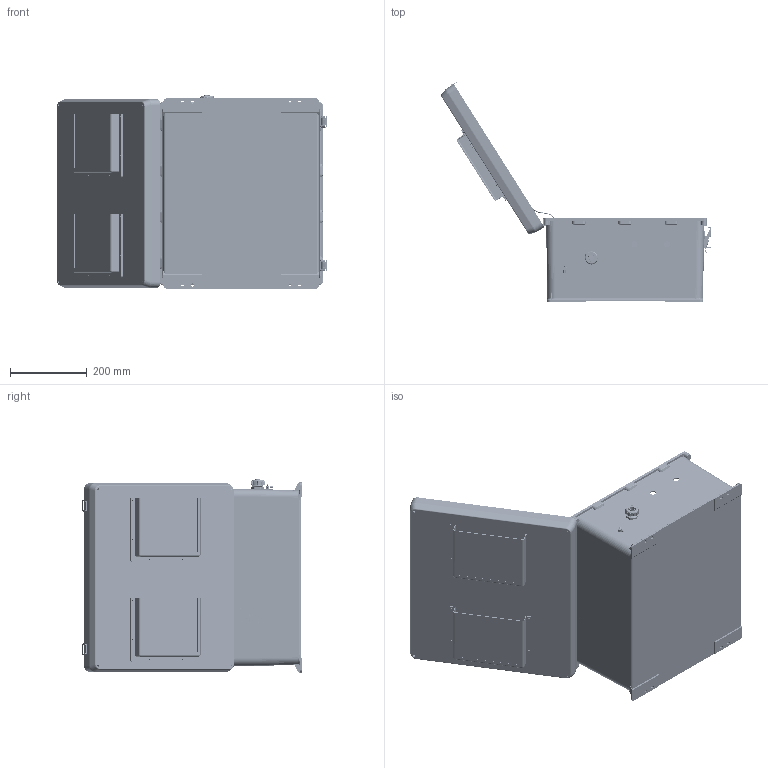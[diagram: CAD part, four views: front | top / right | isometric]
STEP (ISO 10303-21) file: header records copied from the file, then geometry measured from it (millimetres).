
FILE_DESCRIPTION (( 'STEP AP214' ), '1' );
FILE_NAME ('NB181608-40FSAF_3D.step', '2025-10-06T15:14:35', ( '' ), ( '' ), 'SwSTEP 2.0', 'SolidWorks 2025', '' );
FILE_SCHEMA (( 'AUTOMOTIVE_DESIGN' ));
Length unit declared in the file: inch
Products named in the file (27): XCT-0011; NB181608-DoorClasp-1; XFN-0003; XF903-01; XCT-0010; NB181608-40FSAF_3D; XFN-0002; XFW-0004; HYP289; XFN-0021; NEMA_18_GroundWire; NB181608-Hinge; XM220-01-UL; XF685-01; XFW-0002; HYP245; NB181608-Box; XFS-0026; XC-0003; XCT-0005; XFS-0017; 10-32 NEMA PLATE SCREW; NB181608-DoorClasp-2; NB181608-Lid-Vented; FanWire-18-40F; XMH-0002; Fan Screen-120x120 ALUM
Assembly tree (55 placements, depth 2):
  NB181608-40FSAF_3D
    NB181608-Box
    NB181608-Hinge  x2
    NB181608-Lid-Vented
    NB181608-DoorClasp-1  x2
    NB181608-DoorClasp-2  x2
    XF685-01
    10-32 NEMA PLATE SCREW  x4
    XFS-0017  x6
    XCT-0011
    XCT-0010
    XFN-0003  x2
    XC-0003
    XCT-0005
    XFW-0002
    XFS-0026
    XM220-01-UL  x2
    XFN-0002  x8
    Fan Screen-120x120 ALUM  x2
    XMH-0002  x2
    FanWire-18-40F
    XF903-01  x4
    NEMA_18_GroundWire
    XFW-0004  x2
    HYP289
    XFN-0021  x4
    HYP245
Bounding box: 703.32 x 571.16 x 502.84 mm (x, y, z)
Volume: 4022884.3 mm3; surface area: 2538009 mm2
Topology: 64 solids, 65 shells, 6420 faces, 16766 edges, 10485 vertices
Faces by surface type: cylinder 2811, plane 1732, cone 1313, torus 358, bspline 198, sphere 8
Entity records: 142033 total; most frequent: CARTESIAN_POINT 49742, ORIENTED_EDGE 19304, DIRECTION 18555, EDGE_CURVE 9652, AXIS2_PLACEMENT_3D 7023, VERTEX_POINT 6094, EDGE_LOOP 4720, LINE 4509
